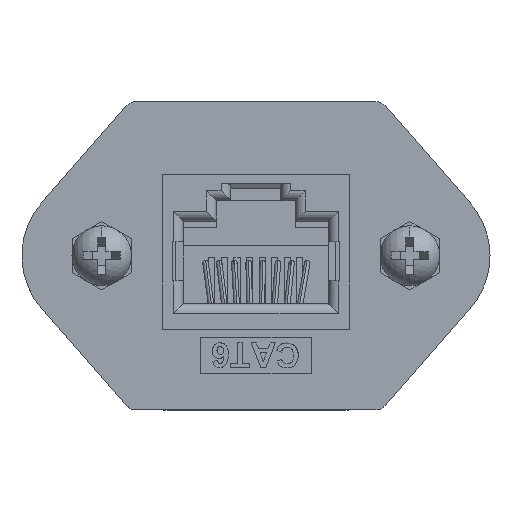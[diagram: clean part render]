
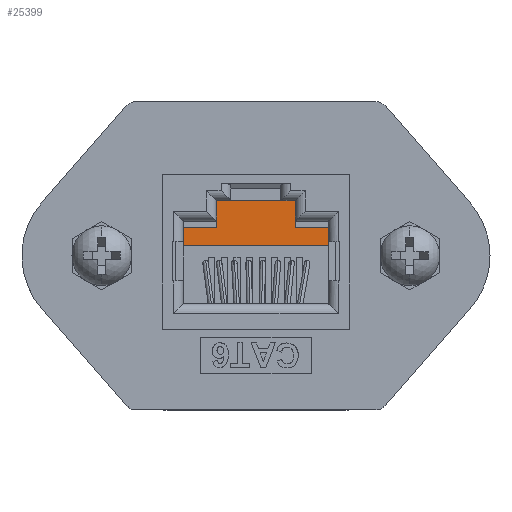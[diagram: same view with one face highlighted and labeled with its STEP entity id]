
A CAD part, top view. The second image highlights one B-rep face of the part: STEP entity #25399.
In plain terms, the highlighted planar face has unit normal (0, 0, 1).
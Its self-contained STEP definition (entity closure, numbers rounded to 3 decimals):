
#32 = DIRECTION ( 'NONE',  ( 0., -1., 0. ) ) ;
#33 = VECTOR ( 'NONE', #32, 1000. ) ;
#38 = CARTESIAN_POINT ( 'NONE',  ( -5.89, 0.85, -11. ) ) ;
#39 = LINE ( 'NONE', #38, #33 ) ;
#213 = CARTESIAN_POINT ( 'NONE',  ( 5.89, 0.51, -11. ) ) ;
#216 = CARTESIAN_POINT ( 'NONE',  ( -5.89, 0.51, -11. ) ) ;
#252 = DIRECTION ( 'NONE',  ( 0., 1., 0. ) ) ;
#253 = VECTOR ( 'NONE', #252, 1000. ) ;
#254 = CARTESIAN_POINT ( 'NONE',  ( 5.89, 0.51, -11. ) ) ;
#256 = LINE ( 'NONE', #254, #253 ) ;
#1469 = FACE_OUTER_BOUND ( 'NONE', #25381, .T. ) ;
#1471 = PLANE ( 'NONE',  #1509 ) ;
#1472 = DIRECTION ( 'NONE',  ( -1., 0., 0. ) ) ;
#1473 = VECTOR ( 'NONE', #1472, 1000. ) ;
#1474 = CARTESIAN_POINT ( 'NONE',  ( 5.89, 2.01, -11. ) ) ;
#1481 = LINE ( 'NONE', #1474, #1473 ) ;
#1509 = AXIS2_PLACEMENT_3D ( 'NONE', #1584, #1583, #1582 ) ;
#1510 = DIRECTION ( 'NONE',  ( 1., 0., 0. ) ) ;
#1511 = VECTOR ( 'NONE', #1510, 1000. ) ;
#1515 = CARTESIAN_POINT ( 'NONE',  ( -5.89, 0.51, -11. ) ) ;
#1516 = LINE ( 'NONE', #1515, #1511 ) ;
#1582 = DIRECTION ( 'NONE',  ( 1., 0., 0. ) ) ;
#1583 = DIRECTION ( 'NONE',  ( 0., 0., 1. ) ) ;
#1584 = CARTESIAN_POINT ( 'NONE',  ( -5.89, 0.51, -11. ) ) ;
#1655 = DIRECTION ( 'NONE',  ( -1., 0., 0. ) ) ;
#1656 = VECTOR ( 'NONE', #1655, 1000. ) ;
#1657 = CARTESIAN_POINT ( 'NONE',  ( -3.195, 2.01, -11. ) ) ;
#1658 = LINE ( 'NONE', #1657, #1656 ) ;
#22159 = EDGE_CURVE ( 'NONE', #22281, #22297, #61367, .T. ) ;
#22281 = VERTEX_POINT ( 'NONE', #61590 ) ;
#22297 = VERTEX_POINT ( 'NONE', #61589 ) ;
#22642 = VERTEX_POINT ( 'NONE', #61860 ) ;
#22742 = VERTEX_POINT ( 'NONE', #61975 ) ;
#22752 = EDGE_CURVE ( 'NONE', #22800, #22642, #62029, .T. ) ;
#22800 = VERTEX_POINT ( 'NONE', #62105 ) ;
#22809 = VERTEX_POINT ( 'NONE', #62078 ) ;
#22846 = VERTEX_POINT ( 'NONE', #62165 ) ;
#22861 = EDGE_CURVE ( 'NONE', #22742, #22846, #62208, .T. ) ;
#22935 = VERTEX_POINT ( 'NONE', #62305 ) ;
#22939 = EDGE_CURVE ( 'NONE', #22935, #22809, #62302, .T. ) ;
#23044 = EDGE_CURVE ( 'NONE', #22809, #22742, #62403, .T. ) ;
#24319 = EDGE_CURVE ( 'NONE', #22642, #24406, #39, .T. ) ;
#24406 = VERTEX_POINT ( 'NONE', #216 ) ;
#24418 = VERTEX_POINT ( 'NONE', #213 ) ;
#24428 = EDGE_CURVE ( 'NONE', #24418, #22281, #256, .T. ) ;
#25262 = ORIENTED_EDGE ( 'NONE', *, *, #25486, .T. ) ;
#25264 = ORIENTED_EDGE ( 'NONE', *, *, #22939, .T. ) ;
#25364 = ORIENTED_EDGE ( 'NONE', *, *, #22752, .T. ) ;
#25374 = EDGE_CURVE ( 'NONE', #22297, #22935, #1481, .T. ) ;
#25381 = EDGE_LOOP ( 'NONE', ( #25364, #25395, #25401, #25404, #25410, #25392, #25264, #25403, #25406, #25262 ) ) ;
#25388 = EDGE_CURVE ( 'NONE', #24406, #24418, #1516, .T. ) ;
#25392 = ORIENTED_EDGE ( 'NONE', *, *, #25374, .T. ) ;
#25395 = ORIENTED_EDGE ( 'NONE', *, *, #24319, .T. ) ;
#25399 = ADVANCED_FACE ( 'NONE', ( #1469 ), #1471, .T. ) ;
#25401 = ORIENTED_EDGE ( 'NONE', *, *, #25388, .T. ) ;
#25403 = ORIENTED_EDGE ( 'NONE', *, *, #23044, .T. ) ;
#25404 = ORIENTED_EDGE ( 'NONE', *, *, #24428, .T. ) ;
#25406 = ORIENTED_EDGE ( 'NONE', *, *, #22861, .T. ) ;
#25410 = ORIENTED_EDGE ( 'NONE', *, *, #22159, .T. ) ;
#25486 = EDGE_CURVE ( 'NONE', #22846, #22800, #1658, .T. ) ;
#61343 = DIRECTION ( 'NONE',  ( 0., 1., 0. ) ) ;
#61344 = VECTOR ( 'NONE', #61343, 1000. ) ;
#61366 = CARTESIAN_POINT ( 'NONE',  ( 5.89, 0.51, -11. ) ) ;
#61367 = LINE ( 'NONE', #61366, #61344 ) ;
#61589 = CARTESIAN_POINT ( 'NONE',  ( 5.89, 2.01, -11. ) ) ;
#61590 = CARTESIAN_POINT ( 'NONE',  ( 5.89, 0.85, -11. ) ) ;
#61860 = CARTESIAN_POINT ( 'NONE',  ( -5.89, 0.85, -11. ) ) ;
#61975 = CARTESIAN_POINT ( 'NONE',  ( -3.195, 4.16, -11. ) ) ;
#62020 = DIRECTION ( 'NONE',  ( 0., -1., 0. ) ) ;
#62021 = VECTOR ( 'NONE', #62020, 1000. ) ;
#62028 = CARTESIAN_POINT ( 'NONE',  ( -5.89, 2.01, -11. ) ) ;
#62029 = LINE ( 'NONE', #62028, #62021 ) ;
#62078 = CARTESIAN_POINT ( 'NONE',  ( 3.195, 4.16, -11. ) ) ;
#62105 = CARTESIAN_POINT ( 'NONE',  ( -5.89, 2.01, -11. ) ) ;
#62165 = CARTESIAN_POINT ( 'NONE',  ( -3.195, 2.01, -11. ) ) ;
#62205 = DIRECTION ( 'NONE',  ( 0., -1., 0. ) ) ;
#62206 = VECTOR ( 'NONE', #62205, 1000. ) ;
#62207 = CARTESIAN_POINT ( 'NONE',  ( -3.195, 4.16, -11. ) ) ;
#62208 = LINE ( 'NONE', #62207, #62206 ) ;
#62296 = DIRECTION ( 'NONE',  ( 0., 1., 0. ) ) ;
#62297 = VECTOR ( 'NONE', #62296, 1000. ) ;
#62298 = CARTESIAN_POINT ( 'NONE',  ( 3.195, 2.01, -11. ) ) ;
#62302 = LINE ( 'NONE', #62298, #62297 ) ;
#62305 = CARTESIAN_POINT ( 'NONE',  ( 3.195, 2.01, -11. ) ) ;
#62394 = DIRECTION ( 'NONE',  ( -1., 0., 0. ) ) ;
#62395 = VECTOR ( 'NONE', #62394, 1000. ) ;
#62402 = CARTESIAN_POINT ( 'NONE',  ( -3.195, 4.16, -11. ) ) ;
#62403 = LINE ( 'NONE', #62402, #62395 ) ;
